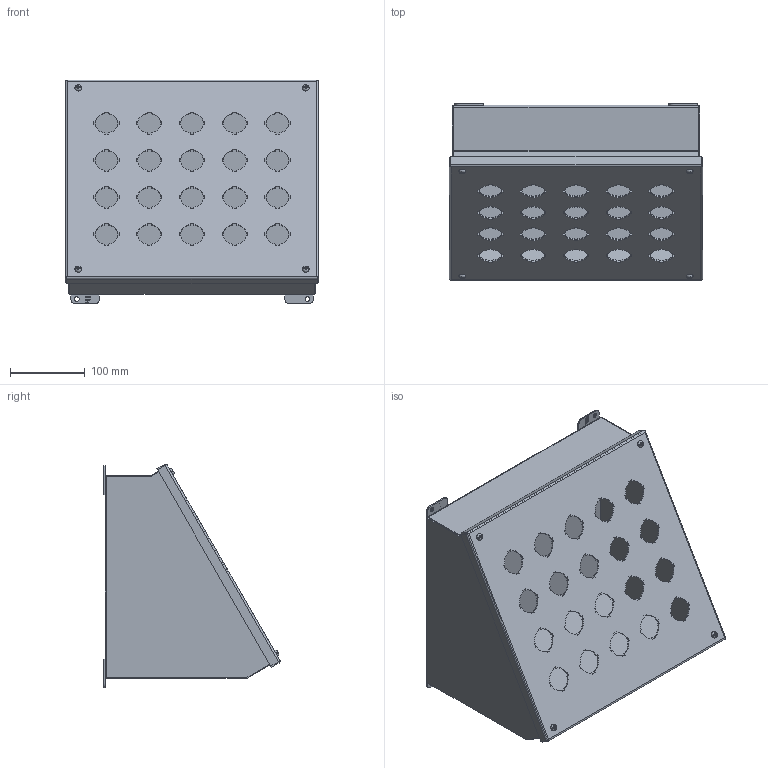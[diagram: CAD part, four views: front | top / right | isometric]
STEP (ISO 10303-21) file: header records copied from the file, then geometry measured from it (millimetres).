
FILE_DESCRIPTION (( 'STEP AP203' ), '1' );
FILE_NAME ('1490J20_Default.step', '2019-11-12T20:30:37', ( '' ), ( '' ), 'SwSTEP 2.0', 'SolidWorks 2019', '' );
FILE_SCHEMA (( 'CONFIG_CONTROL_DESIGN' ));
Length unit declared in the file: inch
Products named in the file (1): 1490J20_Default
Bounding box: 338.12 x 235.15 x 298.85 mm (x, y, z)
Volume: 831283.6 mm3; surface area: 866136.3 mm2
Topology: 28 solids, 28 shells, 1028 faces, 2765 edges, 1821 vertices
Faces by surface type: plane 745, cylinder 243, cone 24, bspline 8, torus 8
Entity records: 32581 total; most frequent: CARTESIAN_POINT 6344, ORIENTED_EDGE 5526, DIRECTION 5272, EDGE_CURVE 2763, VECTOR 2102, LINE 2102, VERTEX_POINT 1821, AXIS2_PLACEMENT_3D 1585
